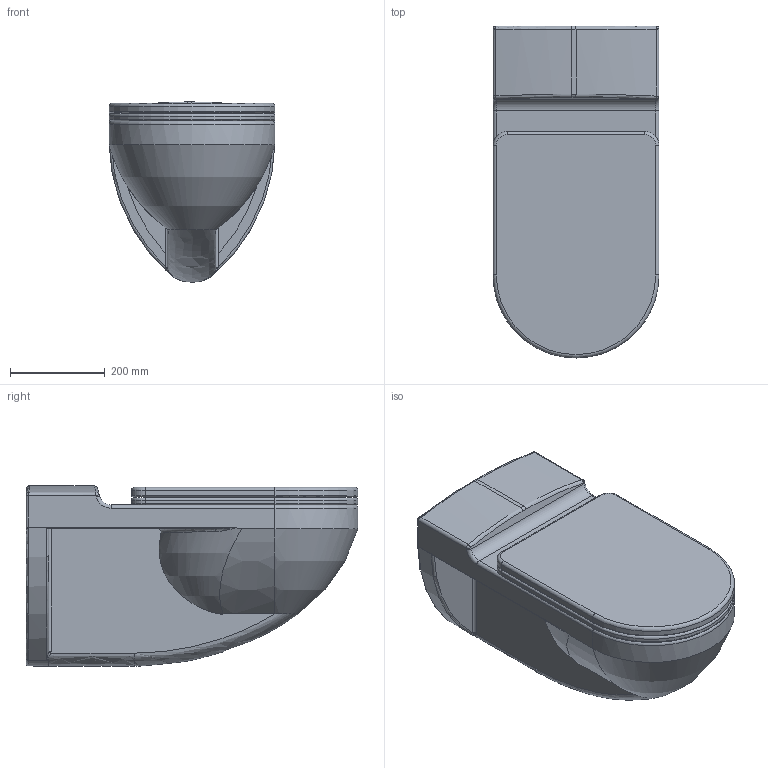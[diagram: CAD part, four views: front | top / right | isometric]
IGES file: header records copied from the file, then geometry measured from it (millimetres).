
Global section: file name: No Iges File Name specified; native system: AutoDesk Inventor R11.0; preprocessor: AutoDesk Inventor Iges Exporter R11.0; author: No Author specified; organization: No Organization specified; date: 20080116.123114; units: millimetre
Bounding box: 350 x 700 x 380 mm (x, y, z)
Volume: 30983271.5 mm3; surface area: 1755452.5 mm2
Topology: 3 solids, 3 shells, 285 faces, 712 edges, 435 vertices
Faces by surface type: plane 69, bspline 67, cylinder 56, revolution 51, torus 40, sphere 2
